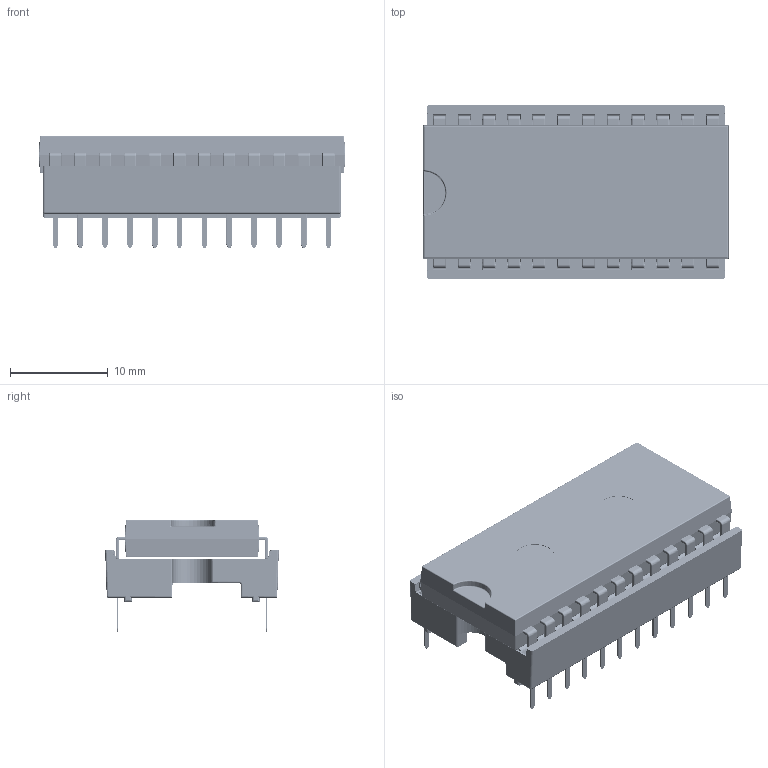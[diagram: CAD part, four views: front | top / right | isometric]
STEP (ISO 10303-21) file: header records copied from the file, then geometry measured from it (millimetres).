
FILE_DESCRIPTION(/* description */ (''),/* implementation_level */ '2;1');
FILE_NAME(/* name */ 'DIP-24 W15.24mm IC with Socket.stp',/* time_stamp */ '2019-09-26T10:01:10+02:00',/* author */ ('PCB-Tech'),/* organization */ (''),/* preprocessor_version */ 'ST-DEVELOPER v17.2',/* originating_system */ 'Autodesk Inventor 2019',/* authorisation */ '');
FILE_SCHEMA (('AUTOMOTIVE_DESIGN { 1 0 10303 214 3 1 1 }'));
Length unit declared in the file: millimetre
Products named in the file (6): DIP-48 W15.24mm IC Socket; Stamped Dual Wipe Contact for DIP Sockets; Body DIP-48 Socket; DIP-24 W15.24mm Package; DIP-24 W15.24; IC Beinchen
Assembly tree (51 placements, depth 3):
  DIP-48 W15.24mm IC Socket
    Stamped Dual Wipe Contact for DIP Sockets  x24
    Body DIP-48 Socket
    DIP-24 W15.24mm Package
      IC Beinchen  x24
      DIP-24 W15.24
Bounding box: 31.38 x 17.78 x 11.51 mm (x, y, z)
Volume: 2628.8 mm3; surface area: 4714.2 mm2
Topology: 50 solids, 50 shells, 9347 faces, 22706 edges, 13627 vertices
Faces by surface type: plane 2932, cylinder 2713, bspline 2146, torus 1205, sphere 351
Full cylindrical faces by diameter (mm): 4 x4
Entity records: 41372 total; most frequent: CARTESIAN_POINT 13744, ORIENTED_EDGE 5886, DIRECTION 5439, EDGE_CURVE 2943, LINE 2135, VECTOR 2135, VERTEX_POINT 1873, AXIS2_PLACEMENT_3D 1652
